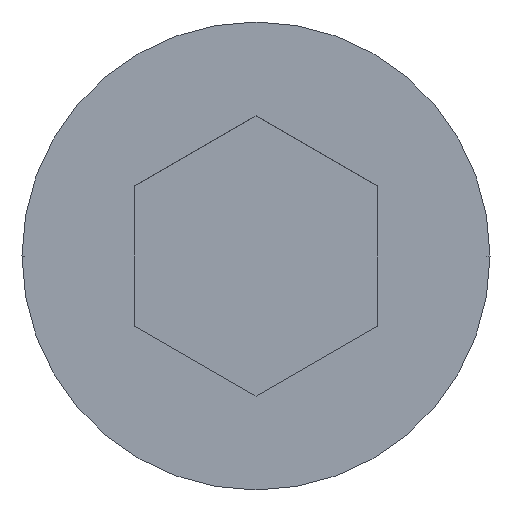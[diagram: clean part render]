
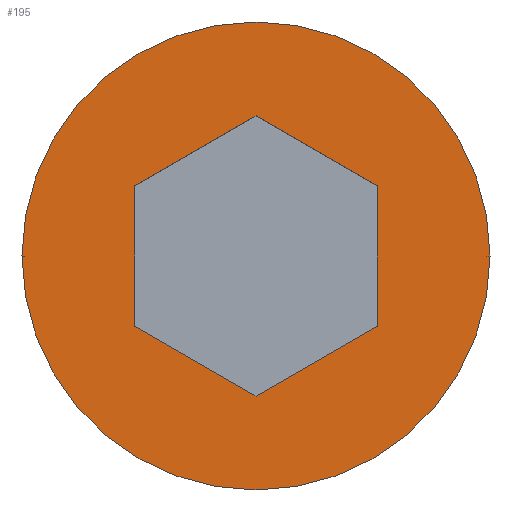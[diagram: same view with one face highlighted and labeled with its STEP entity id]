
A CAD part, top view. The second image highlights one B-rep face of the part: STEP entity #195.
In plain terms, the highlighted planar face has unit normal (0, 0, 1).
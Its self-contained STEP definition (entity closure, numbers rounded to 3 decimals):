
#2 = EDGE_CURVE ( 'NONE', #177, #246, #350, .T. ) ;
#12 = DIRECTION ( 'NONE',  ( -1., 0., 0. ) ) ;
#13 = DIRECTION ( 'NONE',  ( 0.866, -0.5, 0. ) ) ;
#16 = VERTEX_POINT ( 'NONE', #112 ) ;
#19 = ORIENTED_EDGE ( 'NONE', *, *, #188, .F. ) ;
#33 = LINE ( 'NONE', #70, #41 ) ;
#35 = PLANE ( 'NONE',  #330 ) ;
#38 = CARTESIAN_POINT ( 'NONE',  ( 0., -1.796, 31.75 ) ) ;
#40 = VECTOR ( 'NONE', #162, 1000. ) ;
#41 = VECTOR ( 'NONE', #163, 1000. ) ;
#42 = VECTOR ( 'NONE', #281, 1000. ) ;
#54 = LINE ( 'NONE', #193, #40 ) ;
#63 = CARTESIAN_POINT ( 'NONE',  ( -3., 0., 31.75 ) ) ;
#67 = FACE_BOUND ( 'NONE', #296, .T. ) ;
#70 = CARTESIAN_POINT ( 'NONE',  ( 0., 1.796, 31.75 ) ) ;
#73 = VERTEX_POINT ( 'NONE', #279 ) ;
#79 = CARTESIAN_POINT ( 'NONE',  ( 0., 0., 31.75 ) ) ;
#88 = DIRECTION ( 'NONE',  ( 1., 0., 0. ) ) ;
#107 = VERTEX_POINT ( 'NONE', #242 ) ;
#112 = CARTESIAN_POINT ( 'NONE',  ( 1.555, -0.898, 31.75 ) ) ;
#118 = CARTESIAN_POINT ( 'NONE',  ( 3., 0., 31.75 ) ) ;
#127 = CARTESIAN_POINT ( 'NONE',  ( -1.555, 0.898, 31.75 ) ) ;
#137 = AXIS2_PLACEMENT_3D ( 'NONE', #223, #376, #377 ) ;
#139 = ORIENTED_EDGE ( 'NONE', *, *, #308, .F. ) ;
#140 = EDGE_CURVE ( 'NONE', #107, #235, #214, .T. ) ;
#143 = VECTOR ( 'NONE', #334, 1000. ) ;
#146 = AXIS2_PLACEMENT_3D ( 'NONE', #79, #183, #88 ) ;
#152 = CARTESIAN_POINT ( 'NONE',  ( 1.555, 0.898, 31.75 ) ) ;
#154 = ORIENTED_EDGE ( 'NONE', *, *, #263, .F. ) ;
#162 = DIRECTION ( 'NONE',  ( 0., 1., 0. ) ) ;
#163 = DIRECTION ( 'NONE',  ( -0.866, -0.5, 0. ) ) ;
#167 = LINE ( 'NONE', #127, #213 ) ;
#168 = CARTESIAN_POINT ( 'NONE',  ( -1.555, -0.898, 31.75 ) ) ;
#177 = VERTEX_POINT ( 'NONE', #118 ) ;
#183 = DIRECTION ( 'NONE',  ( 0., 0., -1. ) ) ;
#188 = EDGE_CURVE ( 'NONE', #16, #107, #54, .T. ) ;
#189 = ORIENTED_EDGE ( 'NONE', *, *, #355, .F. ) ;
#193 = CARTESIAN_POINT ( 'NONE',  ( 1.555, -0.898, 31.75 ) ) ;
#195 = ADVANCED_FACE ( 'NONE', ( #67, #314 ), #35, .F. ) ;
#196 = DIRECTION ( 'NONE',  ( 0., 0., -1. ) ) ;
#200 = CARTESIAN_POINT ( 'NONE',  ( 0., -1.796, 31.75 ) ) ;
#211 = EDGE_CURVE ( 'NONE', #235, #73, #33, .T. ) ;
#213 = VECTOR ( 'NONE', #380, 1000. ) ;
#214 = LINE ( 'NONE', #152, #143 ) ;
#223 = CARTESIAN_POINT ( 'NONE',  ( 0., 0., 31.75 ) ) ;
#235 = VERTEX_POINT ( 'NONE', #311 ) ;
#238 = ORIENTED_EDGE ( 'NONE', *, *, #283, .F. ) ;
#242 = CARTESIAN_POINT ( 'NONE',  ( 1.555, 0.898, 31.75 ) ) ;
#246 = VERTEX_POINT ( 'NONE', #63 ) ;
#258 = VERTEX_POINT ( 'NONE', #168 ) ;
#262 = ORIENTED_EDGE ( 'NONE', *, *, #140, .F. ) ;
#263 = EDGE_CURVE ( 'NONE', #365, #16, #318, .T. ) ;
#279 = CARTESIAN_POINT ( 'NONE',  ( -1.555, 0.898, 31.75 ) ) ;
#280 = CARTESIAN_POINT ( 'NONE',  ( 0., 0., 31.75 ) ) ;
#281 = DIRECTION ( 'NONE',  ( 0.866, 0.5, 0. ) ) ;
#283 = EDGE_CURVE ( 'NONE', #258, #365, #316, .T. ) ;
#296 = EDGE_LOOP ( 'NONE', ( #262, #19, #154, #238, #139, #302 ) ) ;
#302 = ORIENTED_EDGE ( 'NONE', *, *, #211, .F. ) ;
#305 = CIRCLE ( 'NONE', #137, 3. ) ;
#306 = EDGE_LOOP ( 'NONE', ( #368, #189 ) ) ;
#308 = EDGE_CURVE ( 'NONE', #73, #258, #167, .T. ) ;
#311 = CARTESIAN_POINT ( 'NONE',  ( 0., 1.796, 31.75 ) ) ;
#314 = FACE_OUTER_BOUND ( 'NONE', #306, .T. ) ;
#315 = CARTESIAN_POINT ( 'NONE',  ( -1.555, -0.898, 31.75 ) ) ;
#316 = LINE ( 'NONE', #315, #374 ) ;
#318 = LINE ( 'NONE', #38, #42 ) ;
#330 = AXIS2_PLACEMENT_3D ( 'NONE', #280, #196, #12 ) ;
#334 = DIRECTION ( 'NONE',  ( -0.866, 0.5, 0. ) ) ;
#350 = CIRCLE ( 'NONE', #146, 3. ) ;
#355 = EDGE_CURVE ( 'NONE', #246, #177, #305, .T. ) ;
#365 = VERTEX_POINT ( 'NONE', #200 ) ;
#368 = ORIENTED_EDGE ( 'NONE', *, *, #2, .F. ) ;
#374 = VECTOR ( 'NONE', #13, 1000. ) ;
#376 = DIRECTION ( 'NONE',  ( 0., 0., -1. ) ) ;
#377 = DIRECTION ( 'NONE',  ( 1., 0., 0. ) ) ;
#380 = DIRECTION ( 'NONE',  ( 0., -1., 0. ) ) ;
